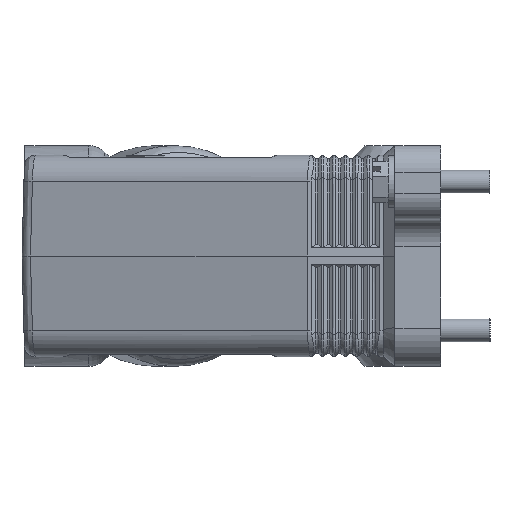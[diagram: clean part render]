
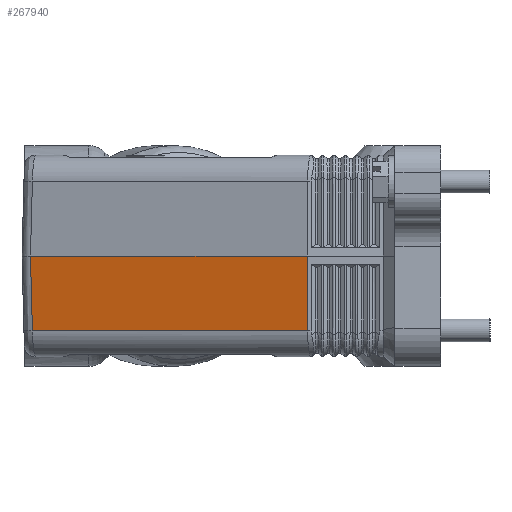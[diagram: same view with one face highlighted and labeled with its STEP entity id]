
A CAD part, left-side view. The second image highlights one B-rep face of the part: STEP entity #267940.
In plain terms, the highlighted planar face has unit normal (-0.966, 0.259, -0.026).
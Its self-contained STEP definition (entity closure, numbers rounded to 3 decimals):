
#71860=CARTESIAN_POINT('',(-92.114,104.071,13.));
#71870=VERTEX_POINT('',#71860);
#71900=CARTESIAN_POINT('',(-91.719,103.556,
-6.683));
#71910=CARTESIAN_POINT('',(-91.721,103.559,
-6.562));
#71920=CARTESIAN_POINT('',(-91.724,103.562,
-6.44));
#71930=CARTESIAN_POINT('',(-91.876,103.76,
1.121));
#71940=CARTESIAN_POINT('',(-92.025,103.955,
8.559));
#71950=CARTESIAN_POINT('',(-92.175,104.15,
15.998));
#71960=B_SPLINE_CURVE_WITH_KNOTS('',3,(#71900,#71910,#71920,#71930,
#71940,#71950),.UNSPECIFIED.,.F.,.F.,(4,2,4),(0.,0.365,
22.694),.UNSPECIFIED.);
#71970=CARTESIAN_POINT('',(-91.719,103.556,
-6.683));
#71980=VERTEX_POINT('',#71970);
#71990=EDGE_CURVE('',#71980,#71870,#71960,.T.);
#176070=CARTESIAN_POINT('',(-111.615,31.294,13.));
#176080=VERTEX_POINT('',#176070);
#267660=CARTESIAN_POINT('',(-90.861,106.118,
-12.991));
#267670=DIRECTION('',(0.966,-0.259,
0.026));
#267680=DIRECTION('',(0.259,0.966,0.));
#267690=AXIS2_PLACEMENT_3D('',#267660,#267670,#267680);
#267700=PLANE('',#267690);
#267710=ORIENTED_EDGE('',*,*,#71990,.F.);
#267720=CARTESIAN_POINT('',(-120.,0.,13.));
#267730=DIRECTION('',(-0.259,-0.966,0.));
#267740=VECTOR('',#267730,1.);
#267750=LINE('',#267720,#267740);
#267760=EDGE_CURVE('',#71870,#176080,#267750,.T.);
#267770=ORIENTED_EDGE('',*,*,#267760,.F.);
#267780=CARTESIAN_POINT('',(-112.296,31.384,39.));
#267790=DIRECTION('',(0.026,-0.003,
-1.));
#267800=VECTOR('',#267790,1.);
#267810=LINE('',#267780,#267800);
#267820=CARTESIAN_POINT('',(-111.1,31.226,
-6.683));
#267830=VERTEX_POINT('',#267820);
#267840=EDGE_CURVE('',#176080,#267830,#267810,.T.);
#267850=ORIENTED_EDGE('',*,*,#267840,.F.);
#267860=CARTESIAN_POINT('',(-118.981,1.811,
-6.683));
#267870=DIRECTION('',(0.259,0.966,0.));
#267880=VECTOR('',#267870,1.);
#267890=LINE('',#267860,#267880);
#267900=EDGE_CURVE('',#267830,#71980,#267890,.T.);
#267910=ORIENTED_EDGE('',*,*,#267900,.F.);
#267920=EDGE_LOOP('',(#267910,#267850,#267770,#267710));
#267930=FACE_OUTER_BOUND('',#267920,.T.);
#267940=ADVANCED_FACE('',(#267930),#267700,.F.);
